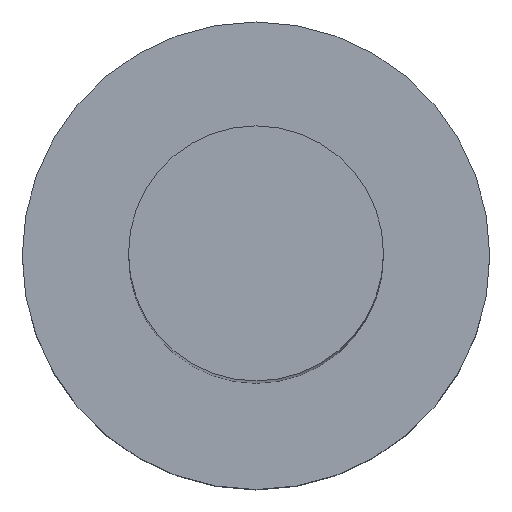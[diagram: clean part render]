
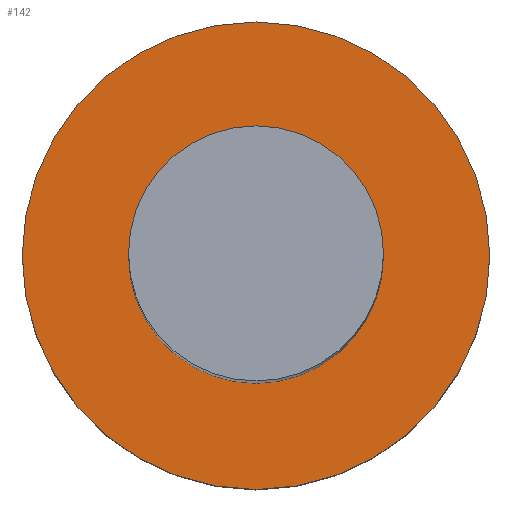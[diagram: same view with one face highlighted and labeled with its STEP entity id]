
A CAD part, top view. The second image highlights one B-rep face of the part: STEP entity #142.
In plain terms, the highlighted planar face has unit normal (0, 0, 1).
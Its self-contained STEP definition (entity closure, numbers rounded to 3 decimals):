
#12 = CARTESIAN_POINT ( 'NONE',  ( 1.5, 0., 3. ) ) ;
#14 = CIRCLE ( 'NONE', #116, 2.75 ) ;
#44 = DIRECTION ( 'NONE',  ( 1., 0., 0. ) ) ;
#55 = ORIENTED_EDGE ( 'NONE', *, *, #321, .T. ) ;
#79 = DIRECTION ( 'NONE',  ( 0., 0., 1. ) ) ;
#85 = VERTEX_POINT ( 'NONE', #318 ) ;
#91 = EDGE_LOOP ( 'NONE', ( #124, #55 ) ) ;
#116 = AXIS2_PLACEMENT_3D ( 'NONE', #360, #363, #44 ) ;
#124 = ORIENTED_EDGE ( 'NONE', *, *, #229, .T. ) ;
#125 = CIRCLE ( 'NONE', #380, 2.75 ) ;
#132 = AXIS2_PLACEMENT_3D ( 'NONE', #413, #455, #205 ) ;
#137 = FACE_OUTER_BOUND ( 'NONE', #91, .T. ) ;
#142 = ADVANCED_FACE ( 'NONE', ( #309, #137 ), #279, .T. ) ;
#166 = VERTEX_POINT ( 'NONE', #12 ) ;
#190 = EDGE_CURVE ( 'NONE', #85, #166, #260, .T. ) ;
#205 = DIRECTION ( 'NONE',  ( 1., 0., 0. ) ) ;
#210 = AXIS2_PLACEMENT_3D ( 'NONE', #256, #79, #328 ) ;
#229 = EDGE_CURVE ( 'NONE', #265, #450, #14, .T. ) ;
#243 = CARTESIAN_POINT ( 'NONE',  ( 0., 0., 3. ) ) ;
#256 = CARTESIAN_POINT ( 'NONE',  ( 0., 0., 3. ) ) ;
#260 = CIRCLE ( 'NONE', #210, 1.5 ) ;
#264 = DIRECTION ( 'NONE',  ( 0., 0., 1. ) ) ;
#265 = VERTEX_POINT ( 'NONE', #458 ) ;
#279 = PLANE ( 'NONE',  #452 ) ;
#289 = EDGE_CURVE ( 'NONE', #166, #85, #403, .T. ) ;
#298 = DIRECTION ( 'NONE',  ( 1., 0., 0. ) ) ;
#299 = ORIENTED_EDGE ( 'NONE', *, *, #289, .F. ) ;
#309 = FACE_BOUND ( 'NONE', #337, .T. ) ;
#318 = CARTESIAN_POINT ( 'NONE',  ( -1.5, 0., 3. ) ) ;
#321 = EDGE_CURVE ( 'NONE', #450, #265, #125, .T. ) ;
#328 = DIRECTION ( 'NONE',  ( 1., 0., 0. ) ) ;
#337 = EDGE_LOOP ( 'NONE', ( #407, #299 ) ) ;
#360 = CARTESIAN_POINT ( 'NONE',  ( 0., 0., 3. ) ) ;
#363 = DIRECTION ( 'NONE',  ( 0., 0., 1. ) ) ;
#380 = AXIS2_PLACEMENT_3D ( 'NONE', #243, #401, #298 ) ;
#391 = CARTESIAN_POINT ( 'NONE',  ( 2.75, 0., 3. ) ) ;
#392 = CARTESIAN_POINT ( 'NONE',  ( 0., 0., 3. ) ) ;
#401 = DIRECTION ( 'NONE',  ( 0., 0., 1. ) ) ;
#403 = CIRCLE ( 'NONE', #132, 1.5 ) ;
#407 = ORIENTED_EDGE ( 'NONE', *, *, #190, .F. ) ;
#413 = CARTESIAN_POINT ( 'NONE',  ( 0., 0., 3. ) ) ;
#433 = DIRECTION ( 'NONE',  ( 1., 0., 0. ) ) ;
#450 = VERTEX_POINT ( 'NONE', #391 ) ;
#452 = AXIS2_PLACEMENT_3D ( 'NONE', #392, #264, #433 ) ;
#455 = DIRECTION ( 'NONE',  ( 0., 0., 1. ) ) ;
#458 = CARTESIAN_POINT ( 'NONE',  ( -2.75, 0., 3. ) ) ;
